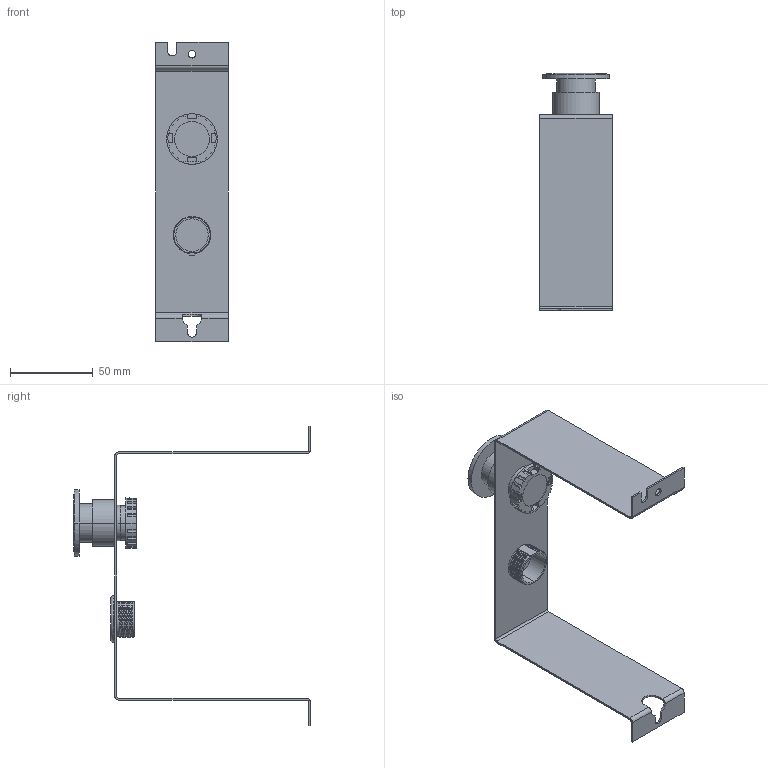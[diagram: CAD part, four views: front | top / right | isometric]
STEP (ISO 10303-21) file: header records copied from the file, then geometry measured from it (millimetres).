
FILE_DESCRIPTION (( 'STEP AP203' ), '1' );
FILE_NAME ('KESWPE.step', '2020-08-11T10:58:54', ( '' ), ( '' ), 'SwSTEP 2.0', 'SolidWorks 2019', '' );
FILE_SCHEMA (( 'CONFIG_CONTROL_DESIGN' ));
Length unit declared in the file: inch
Products named in the file (1): KESWPE
Bounding box: 44 x 143.1 x 180.8 mm (x, y, z)
Volume: 45012.4 mm3; surface area: 46475.3 mm2
Topology: 4 solids, 4 shells, 224 faces, 619 edges, 410 vertices
Faces by surface type: plane 132, cylinder 59, bspline 33
Entity records: 20828 total; most frequent: CARTESIAN_POINT 15258, ORIENTED_EDGE 1238, DIRECTION 1035, EDGE_CURVE 619, VERTEX_POINT 410, LINE 377, VECTOR 377, AXIS2_PLACEMENT_3D 329
